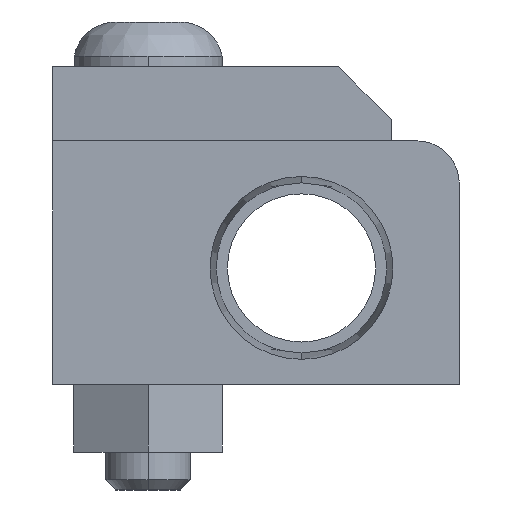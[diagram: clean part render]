
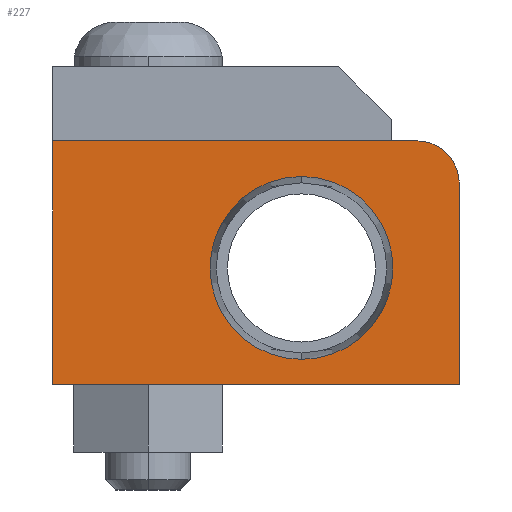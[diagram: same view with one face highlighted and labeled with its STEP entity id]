
A CAD part, left-side view. The second image highlights one B-rep face of the part: STEP entity #227.
In plain terms, the highlighted planar face has unit normal (-1, 0, 0).
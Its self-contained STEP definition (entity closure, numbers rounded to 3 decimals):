
#227=ADVANCED_FACE('',(#516,#517),#518,.T.);
#516=FACE_OUTER_BOUND('',#1390,.T.);
#517=FACE_BOUND('',#1391,.T.);
#518=PLANE('',#1392);
#1390=EDGE_LOOP('',(#2705,#2706,#2707,#2708,#2709,#2710));
#1391=EDGE_LOOP('',(#2711,#2712));
#1392=AXIS2_PLACEMENT_3D('',#2713,#2714,#2715);
#2705=ORIENTED_EDGE('',*,*,#4064,.F.);
#2706=ORIENTED_EDGE('',*,*,#4100,.T.);
#2707=ORIENTED_EDGE('',*,*,#4118,.F.);
#2708=ORIENTED_EDGE('',*,*,#4119,.F.);
#2709=ORIENTED_EDGE('',*,*,#4116,.T.);
#2710=ORIENTED_EDGE('',*,*,#4095,.F.);
#2711=ORIENTED_EDGE('',*,*,#4115,.T.);
#2712=ORIENTED_EDGE('',*,*,#4054,.T.);
#2713=CARTESIAN_POINT('',(-1073.798,-137.795,-7.602));
#2714=DIRECTION('',(-1.0,0.0,0.0));
#2715=DIRECTION('',(0.0,0.0,1.0));
#4054=EDGE_CURVE('',#4623,#4620,#4624,.T.);
#4064=EDGE_CURVE('',#4641,#4637,#4643,.T.);
#4095=EDGE_CURVE('',#4637,#4694,#4695,.T.);
#4100=EDGE_CURVE('',#4641,#4701,#4703,.T.);
#4115=EDGE_CURVE('',#4620,#4623,#4722,.T.);
#4116=EDGE_CURVE('',#4723,#4694,#4724,.T.);
#4118=EDGE_CURVE('',#4726,#4701,#4727,.T.);
#4119=EDGE_CURVE('',#4723,#4726,#4728,.T.);
#4620=VERTEX_POINT('',#5520);
#4623=VERTEX_POINT('',#5524);
#4624=CIRCLE('',#5525,6.858);
#4637=VERTEX_POINT('',#5541);
#4641=VERTEX_POINT('',#5546);
#4643=CIRCLE('',#5549,3.175);
#4694=VERTEX_POINT('',#5610);
#4695=CIRCLE('',#5611,3.175);
#4701=VERTEX_POINT('',#5619);
#4703=LINE('',#5622,#5623);
#4722=CIRCLE('',#5647,6.858);
#4723=VERTEX_POINT('',#5648);
#4724=LINE('',#5649,#5650);
#4726=VERTEX_POINT('',#5653);
#4727=LINE('',#5654,#5655);
#4728=LINE('',#5656,#5657);
#5520=CARTESIAN_POINT('',(-1073.798,-125.968,-5.729));
#5524=CARTESIAN_POINT('',(-1073.798,-125.968,7.987));
#5525=AXIS2_PLACEMENT_3D('',#6814,#6815,#6816);
#5541=CARTESIAN_POINT('',(-1073.798,-136.865,9.731));
#5546=CARTESIAN_POINT('',(-1073.798,-134.62,10.661));
#5549=AXIS2_PLACEMENT_3D('',#6834,#6835,#6836);
#5610=CARTESIAN_POINT('',(-1073.798,-137.795,7.486));
#5611=AXIS2_PLACEMENT_3D('',#6907,#6908,#6909);
#5619=CARTESIAN_POINT('',(-1073.798,-107.315,10.661));
#5622=CARTESIAN_POINT('',(-1073.798,-134.62,10.661));
#5623=VECTOR('',#6916,27.305);
#5647=AXIS2_PLACEMENT_3D('',#6947,#6948,#6949);
#5648=CARTESIAN_POINT('',(-1073.798,-137.795,-7.602));
#5649=CARTESIAN_POINT('',(-1073.798,-137.795,-7.602));
#5650=VECTOR('',#6950,15.088);
#5653=CARTESIAN_POINT('',(-1073.798,-107.315,-7.602));
#5654=CARTESIAN_POINT('',(-1073.798,-107.315,-7.602));
#5655=VECTOR('',#6952,18.263);
#5656=CARTESIAN_POINT('',(-1073.798,-137.795,-7.602));
#5657=VECTOR('',#6953,30.48);
#6814=CARTESIAN_POINT('',(-1073.798,-125.968,1.129));
#6815=DIRECTION('',(1.0,0.0,0.0));
#6816=DIRECTION('',(0.0,0.0,-1.0));
#6834=CARTESIAN_POINT('',(-1073.798,-134.62,7.486));
#6835=DIRECTION('',(1.0,0.0,0.0));
#6836=DIRECTION('',(0.0,-0.707,0.707));
#6907=CARTESIAN_POINT('',(-1073.798,-134.62,7.486));
#6908=DIRECTION('',(1.0,0.0,0.0));
#6909=DIRECTION('',(0.0,-0.707,0.707));
#6916=DIRECTION('',(0.0,1.0,0.0));
#6947=CARTESIAN_POINT('',(-1073.798,-125.968,1.129));
#6948=DIRECTION('',(1.0,0.0,0.0));
#6949=DIRECTION('',(0.0,0.0,-1.0));
#6950=DIRECTION('',(0.0,0.0,1.0));
#6952=DIRECTION('',(0.0,0.0,1.0));
#6953=DIRECTION('',(0.0,1.0,0.0));
